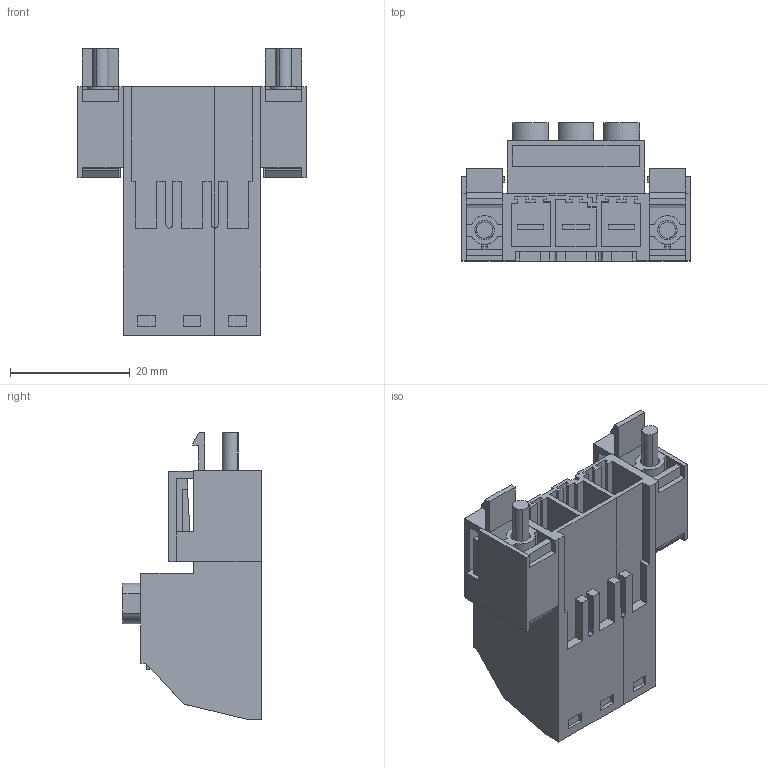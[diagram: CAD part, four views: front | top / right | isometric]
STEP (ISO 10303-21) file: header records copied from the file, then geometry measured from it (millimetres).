
FILE_DESCRIPTION(('CATIA V5 STEP Exchange','CAx-IF Rec.Pracs.--- Model Styling and Organization---1.4--- 2014-01-23'),'2;1');
FILE_NAME ('D1460204_1_1951000000_1951000000.stp','2023-02-01T14:38:57+00:00',('none'),('Weidmueller'),'CATIA Version 5-6 Release 2016 SP3 HF44','CATIA V5 STEP AP214','none');
FILE_SCHEMA(('AUTOMOTIVE_DESIGN { 1 0 10303 214 1 1 1 1 }'));
Length unit declared in the file: millimetre
Products named in the file (1): 1951000000
Bounding box: 38.1 x 23.1 x 47.75 mm (x, y, z)
Volume: 11950 mm3; surface area: 12232.1 mm2
Topology: 13 solids, 13 shells, 477 faces, 1303 edges, 866 vertices
Faces by surface type: plane 438, cylinder 39
Entity records: 14594 total; most frequent: ORIENTED_EDGE 2606, CARTESIAN_POINT 2598, DIRECTION 1996, EDGE_CURVE 1303, VECTOR 1188, LINE 1188, VERTEX_POINT 866, EDGE_LOOP 499
